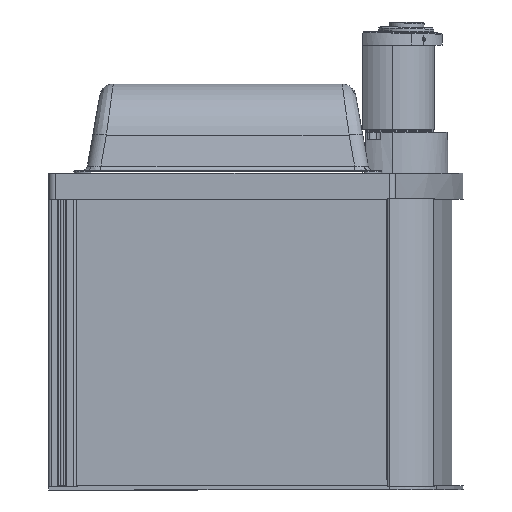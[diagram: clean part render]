
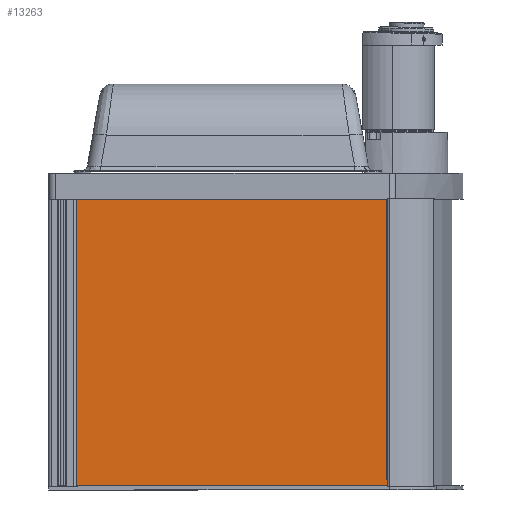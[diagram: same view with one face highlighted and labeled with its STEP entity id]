
A CAD part, left-side view. The second image highlights one B-rep face of the part: STEP entity #13263.
In plain terms, the highlighted planar face has unit normal (-1, 0, 0).
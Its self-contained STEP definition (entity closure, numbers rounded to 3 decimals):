
#268 = EDGE_CURVE ( 'NONE', #2995, #12857, #1027, .T. ) ;
#417 = DIRECTION ( 'NONE',  ( 0., 0., 1. ) ) ;
#715 = CARTESIAN_POINT ( 'NONE',  ( -121.5, 236.25, -41.22 ) ) ;
#1027 = LINE ( 'NONE', #3429, #5309 ) ;
#1567 = LINE ( 'NONE', #8345, #18563 ) ;
#2320 = VECTOR ( 'NONE', #7620, 1000. ) ;
#2376 = AXIS2_PLACEMENT_3D ( 'NONE', #11817, #8728, #5900 ) ;
#2791 = ORIENTED_EDGE ( 'NONE', *, *, #268, .T. ) ;
#2995 = VERTEX_POINT ( 'NONE', #4843 ) ;
#3045 = ORIENTED_EDGE ( 'NONE', *, *, #4150, .T. ) ;
#3429 = CARTESIAN_POINT ( 'NONE',  ( -121.5, -1.35, -251.22 ) ) ;
#3878 = ORIENTED_EDGE ( 'NONE', *, *, #5172, .T. ) ;
#4150 = EDGE_CURVE ( 'NONE', #17703, #14766, #5860, .T. ) ;
#4843 = CARTESIAN_POINT ( 'NONE',  ( -121.5, 236.25, -251.22 ) ) ;
#5172 = EDGE_CURVE ( 'NONE', #12857, #17703, #1567, .T. ) ;
#5309 = VECTOR ( 'NONE', #12362, 1000. ) ;
#5860 = LINE ( 'NONE', #9064, #2320 ) ;
#5900 = DIRECTION ( 'NONE',  ( 0., -1., 0. ) ) ;
#7154 = VECTOR ( 'NONE', #18679, 1000. ) ;
#7620 = DIRECTION ( 'NONE',  ( 0., 1., 0. ) ) ;
#8345 = CARTESIAN_POINT ( 'NONE',  ( -121.5, -1.35, -41.22 ) ) ;
#8728 = DIRECTION ( 'NONE',  ( 1., 0., 0. ) ) ;
#8934 = EDGE_LOOP ( 'NONE', ( #17714, #2791, #3878, #3045 ) ) ;
#9064 = CARTESIAN_POINT ( 'NONE',  ( -121.5, -1.35, -41.22 ) ) ;
#9630 = EDGE_CURVE ( 'NONE', #14766, #2995, #18738, .T. ) ;
#10173 = PLANE ( 'NONE',  #2376 ) ;
#10929 = CARTESIAN_POINT ( 'NONE',  ( -121.5, -1.35, -251.22 ) ) ;
#11817 = CARTESIAN_POINT ( 'NONE',  ( -121.5, 117.45, -146.22 ) ) ;
#12362 = DIRECTION ( 'NONE',  ( 0., -1., 0. ) ) ;
#12530 = CARTESIAN_POINT ( 'NONE',  ( -121.5, 236.25, -41.22 ) ) ;
#12857 = VERTEX_POINT ( 'NONE', #10929 ) ;
#13263 = ADVANCED_FACE ( 'NONE', ( #19297 ), #10173, .F. ) ;
#14766 = VERTEX_POINT ( 'NONE', #715 ) ;
#15419 = CARTESIAN_POINT ( 'NONE',  ( -121.5, -1.35, -41.22 ) ) ;
#17703 = VERTEX_POINT ( 'NONE', #15419 ) ;
#17714 = ORIENTED_EDGE ( 'NONE', *, *, #9630, .T. ) ;
#18563 = VECTOR ( 'NONE', #417, 1000. ) ;
#18679 = DIRECTION ( 'NONE',  ( 0., 0., -1. ) ) ;
#18738 = LINE ( 'NONE', #12530, #7154 ) ;
#19297 = FACE_OUTER_BOUND ( 'NONE', #8934, .T. ) ;
